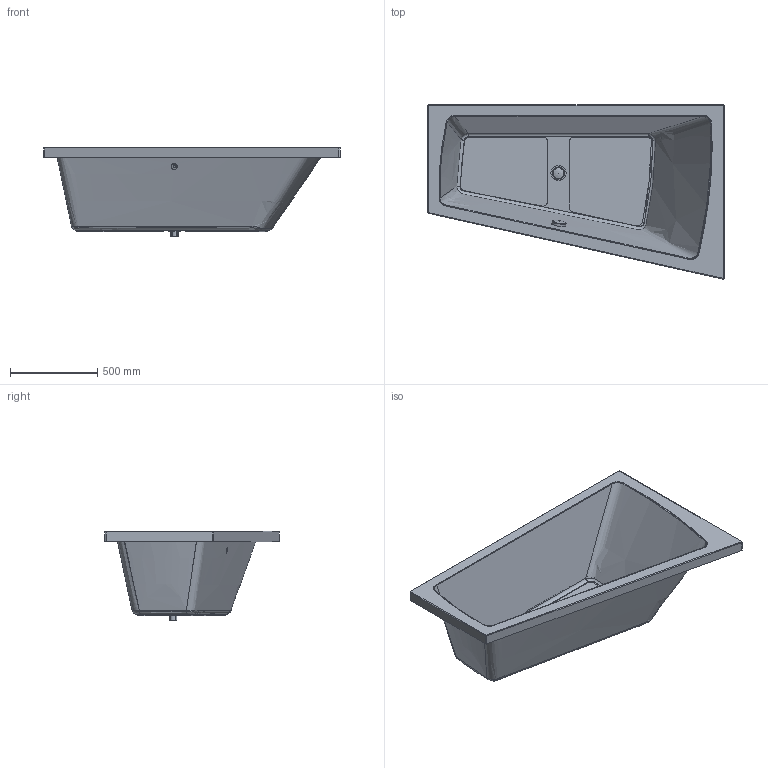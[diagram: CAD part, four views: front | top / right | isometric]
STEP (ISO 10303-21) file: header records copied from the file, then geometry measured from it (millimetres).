
FILE_DESCRIPTION((''),'2;1');
FILE_NAME('700213.stp','2010-07-22T22:36:12',('Andreas'),(''),'Autodesk Inventor 2009','Autodesk Inventor 2009','');
FILE_SCHEMA(('AUTOMOTIVE_DESIGN { 1 0 10303 214 1 1 1 1 }'));
Length unit declared in the file: millimetre
Products named in the file (5): 700213; Kelch; Stopfen; Verschluss_Ueberlauf
Assembly tree (4 placements, depth 2):
  700213
    700213
    Kelch
    Stopfen
    Verschluss_Ueberlauf
Bounding box: 1700.01 x 998.26 x 513.37 mm (x, y, z)
Volume: 18958647.9 mm3; surface area: 6011722.7 mm2
Topology: 4 solids, 4 shells, 118 faces, 280 edges, 172 vertices
Faces by surface type: bspline 80, cylinder 15, plane 15, torus 6, cone 2
Full cylindrical faces by diameter (mm): 15 x1, 42 x1, 44 x1, 60 x1, 74 x1, 79.999 x1
Entity records: 15349 total; most frequent: CARTESIAN_POINT 12781, ORIENTED_EDGE 510, DIRECTION 409, EDGE_CURVE 255, VERTEX_POINT 167, AXIS2_PLACEMENT_3D 150, EDGE_LOOP 150, FACE_OUTER_BOUND 118
